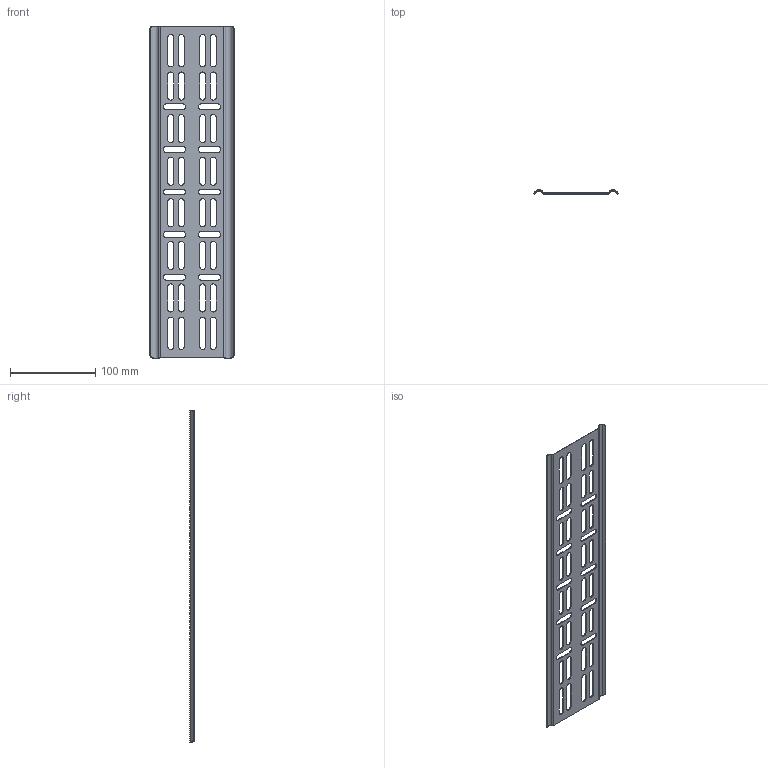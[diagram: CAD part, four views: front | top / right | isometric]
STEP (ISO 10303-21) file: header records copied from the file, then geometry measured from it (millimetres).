
FILE_DESCRIPTION(/* description */ (''),/* implementation_level */ '2;1');
FILE_NAME(/* name */ 'BL400.stp',/* time_stamp */ '2020-11-17T08:04:28+01:00',/* author */ ('stanislaw.luczak'),/* organization */ (''),/* preprocessor_version */ 'ST-DEVELOPER v18.1',/* originating_system */ 'Autodesk Inventor 2021',/* authorisation */ '');
FILE_SCHEMA (('AUTOMOTIVE_DESIGN { 1 0 10303 214 3 1 1 }'));
Length unit declared in the file: millimetre
Products named in the file (1): BL400
Bounding box: 99.37 x 4.99 x 390 mm (x, y, z)
Volume: 31907.9 mm3; surface area: 67845.1 mm2
Topology: 1 solids, 1 shells, 202 faces, 576 edges, 376 vertices
Faces by surface type: plane 102, cylinder 96, bspline 4
Entity records: 6865 total; most frequent: CARTESIAN_POINT 1239, DIRECTION 1158, ORIENTED_EDGE 1152, EDGE_CURVE 576, AXIS2_PLACEMENT_3D 391, LINE 376, VECTOR 376, VERTEX_POINT 376
